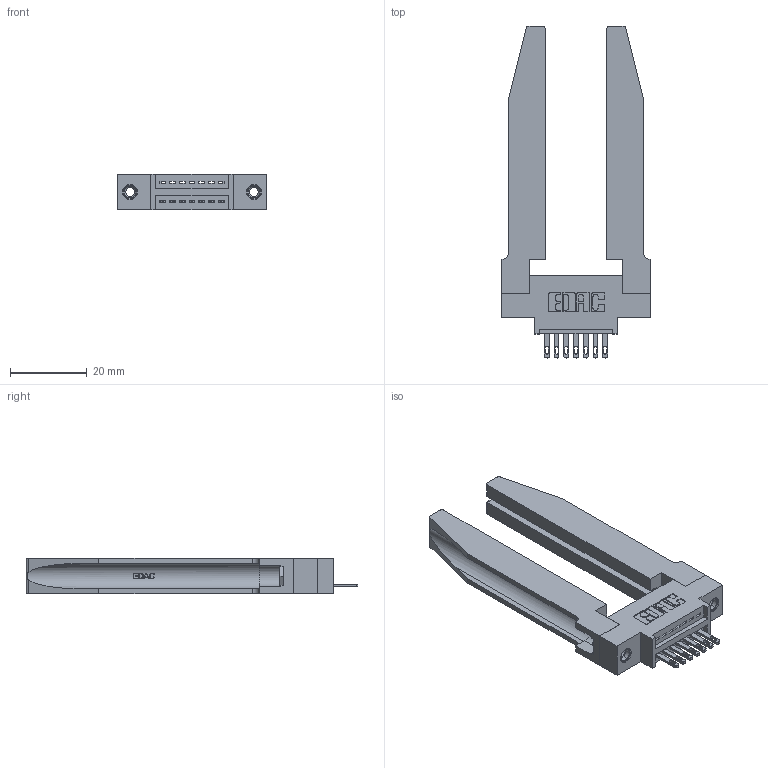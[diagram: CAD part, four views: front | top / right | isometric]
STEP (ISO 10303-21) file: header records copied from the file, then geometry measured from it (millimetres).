
FILE_DESCRIPTION (( 'STEP AP203' ), '1' );
FILE_NAME ('345-007-500-678.STEP', '2019-10-03T16:38:21', ( '' ), ( '' ), 'SwSTEP 2.0', 'SolidWorks 2016', '' );
FILE_SCHEMA (( 'CONFIG_CONTROL_DESIGN' ));
Length unit declared in the file: inch
Products named in the file (5): 345-250-001_345-250-001-102; 345-007-500-678; 345 Part_0.170 Offset - 0.156 Dia-TH; 345-220-078_345-220-078; 345-292-001_345-293-100
Assembly tree (12 placements, depth 2):
  345-007-500-678
    345 Part_0.170 Offset - 0.156 Dia-TH
    345-292-001_345-293-100  x7
    345-250-001_345-250-001-102  x2
    345-220-078_345-220-078  x2
Bounding box: 39.01 x 86.79 x 9.4 mm (x, y, z)
Volume: 11080.4 mm3; surface area: 10910.7 mm2
Topology: 12 solids, 12 shells, 742 faces, 2137 edges, 1414 vertices
Faces by surface type: plane 464, cylinder 226, bspline 36, cone 12, torus 4
Entity records: 14782 total; most frequent: CARTESIAN_POINT 3460, ORIENTED_EDGE 2298, DIRECTION 2081, EDGE_CURVE 1149, LINE 891, VECTOR 891, VERTEX_POINT 760, AXIS2_PLACEMENT_3D 595
